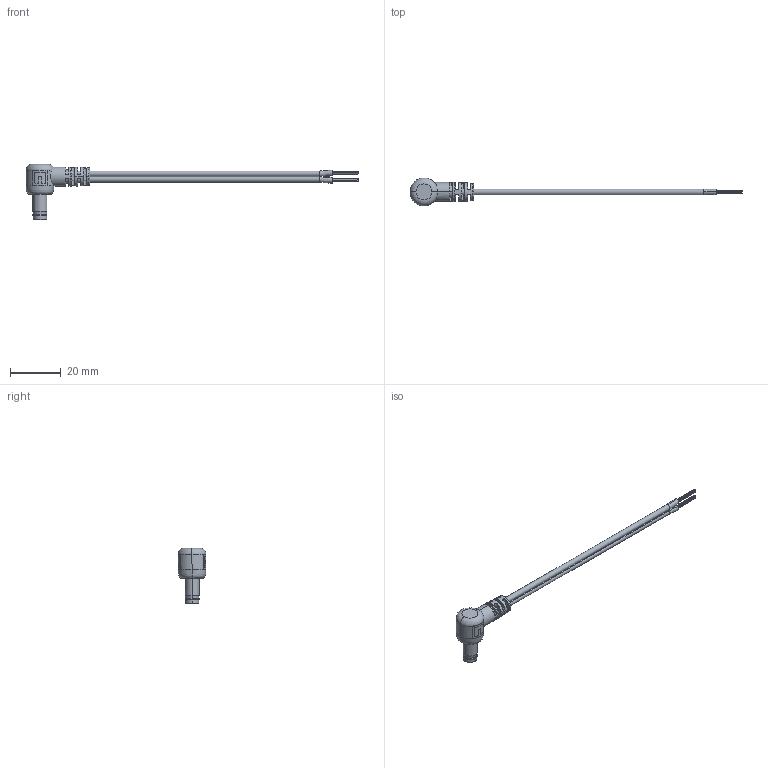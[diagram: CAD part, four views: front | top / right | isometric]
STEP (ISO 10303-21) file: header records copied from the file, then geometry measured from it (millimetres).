
FILE_DESCRIPTION (( 'STEP AP214' ), '1' );
FILE_NAME ('10-01780_revA1.STEP', '2016-04-07T00:02:46', ( 'Joel' ), ( 'Microsoft' ), 'SwSTEP 2.0', 'SolidWorks 2015', '' );
FILE_SCHEMA (( 'AUTOMOTIVE_DESIGN' ));
Length unit declared in the file: millimetre
Products named in the file (7): 24-00006; 30-00415_s+t; 50-00133; 50-00133 shell; 50-00133 insulator; 50-00133 contact; 10-01780_revA1
Assembly tree (6 placements, depth 3):
  10-01780_revA1
    50-00133
      50-00133 contact
      50-00133 insulator
      50-00133 shell
    30-00415_s+t
    24-00006
Bounding box: 130.56 x 11 x 21.88 mm (x, y, z)
Volume: 2442.3 mm3; surface area: 9288 mm2
Topology: 122 solids, 122 shells, 933 faces, 1836 edges, 1207 vertices
Faces by surface type: cylinder 407, plane 370, bspline 106, torus 36, cone 14
Entity records: 38208 total; most frequent: CARTESIAN_POINT 8583, DIRECTION 4139, ORIENTED_EDGE 3672, EDGE_CURVE 1836, AXIS2_PLACEMENT_3D 1798, VERTEX_POINT 1207, EDGE_LOOP 1009, CIRCLE 961
